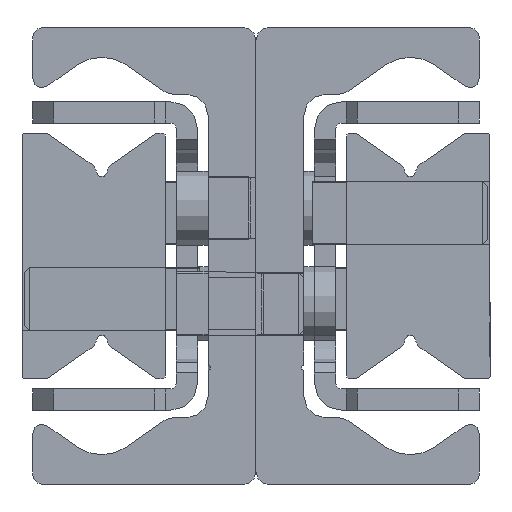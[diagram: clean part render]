
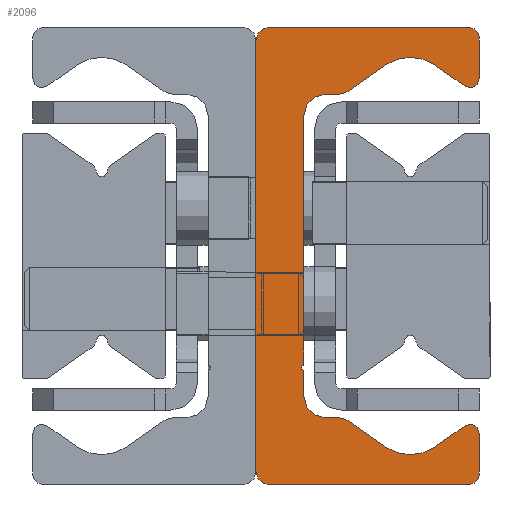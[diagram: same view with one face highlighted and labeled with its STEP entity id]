
A CAD part, left-side view. The second image highlights one B-rep face of the part: STEP entity #2096.
In plain terms, the highlighted planar face has unit normal (-1, 0, 0).
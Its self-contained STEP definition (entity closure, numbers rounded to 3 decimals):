
#1091=CARTESIAN_POINT('',(0.0,9.25,-21.5));
#1092=VERTEX_POINT('',#1091);
#1099=CARTESIAN_POINT('',(0.0,10.5,-20.25));
#1100=VERTEX_POINT('',#1099);
#1101=CARTESIAN_POINT('',(0.0,9.25,-20.25));
#1102=DIRECTION('',(1.0,0.0,0.0));
#1103=DIRECTION('',(0.0,0.0,-1.0));
#1104=AXIS2_PLACEMENT_3D('',#1101,#1102,#1103);
#1105=CIRCLE('',#1104,1.25);
#1106=EDGE_CURVE('',#1092,#1100,#1105,.T.);
#1130=CARTESIAN_POINT('',(0.0,-9.5,-21.5));
#1131=VERTEX_POINT('',#1130);
#1138=CARTESIAN_POINT('',(0.0,-9.5,-21.5));
#1139=DIRECTION('',(0.0,1.0,0.0));
#1140=VECTOR('',#1139,18.75);
#1141=LINE('',#1138,#1140);
#1142=EDGE_CURVE('',#1131,#1092,#1141,.T.);
#1162=CARTESIAN_POINT('',(0.0,-10.5,-20.5));
#1163=VERTEX_POINT('',#1162);
#1170=CARTESIAN_POINT('',(0.0,-9.5,-20.5));
#1171=DIRECTION('',(1.0,0.0,0.0));
#1172=DIRECTION('',(0.0,-1.0,0.0));
#1173=AXIS2_PLACEMENT_3D('',#1170,#1171,#1172);
#1174=CIRCLE('',#1173,1.0);
#1175=EDGE_CURVE('',#1163,#1131,#1174,.T.);
#1194=CARTESIAN_POINT('',(0.0,-10.5,-16.65));
#1195=VERTEX_POINT('',#1194);
#1202=CARTESIAN_POINT('',(0.0,-10.5,-16.65));
#1203=DIRECTION('',(0.0,0.0,-1.0));
#1204=VECTOR('',#1203,3.85);
#1205=LINE('',#1202,#1204);
#1206=EDGE_CURVE('',#1195,#1163,#1205,.T.);
#1226=CARTESIAN_POINT('',(0.0,-9.162,-15.954));
#1227=VERTEX_POINT('',#1226);
#1234=CARTESIAN_POINT('',(0.0,-9.65,-16.65));
#1235=DIRECTION('',(1.0,0.0,0.0));
#1236=DIRECTION('',(0.0,0.574,0.819));
#1237=AXIS2_PLACEMENT_3D('',#1234,#1235,#1236);
#1238=CIRCLE('',#1237,0.85);
#1239=EDGE_CURVE('',#1227,#1195,#1238,.T.);
#1258=CARTESIAN_POINT('',(0.0,-6.294,-17.962));
#1259=VERTEX_POINT('',#1258);
#1266=CARTESIAN_POINT('',(0.0,-6.294,-17.962));
#1267=DIRECTION('',(0.0,-0.819,0.574));
#1268=VECTOR('',#1267,3.501);
#1269=LINE('',#1266,#1268);
#1270=EDGE_CURVE('',#1259,#1227,#1269,.T.);
#1290=CARTESIAN_POINT('',(0.0,-1.706,-17.962));
#1291=VERTEX_POINT('',#1290);
#1298=CARTESIAN_POINT('',(0.0,-4.,-14.685));
#1299=DIRECTION('',(-1.0,0.0,0.0));
#1300=DIRECTION('',(0.0,0.574,0.819));
#1301=AXIS2_PLACEMENT_3D('',#1298,#1299,#1300);
#1302=CIRCLE('',#1301,4.0);
#1303=EDGE_CURVE('',#1291,#1259,#1302,.T.);
#1322=CARTESIAN_POINT('',(0.0,1.722,-15.562));
#1323=VERTEX_POINT('',#1322);
#1330=CARTESIAN_POINT('',(0.0,1.722,-15.562));
#1331=DIRECTION('',(0.0,-0.819,-0.574));
#1332=VECTOR('',#1331,4.185);
#1333=LINE('',#1330,#1332);
#1334=EDGE_CURVE('',#1323,#1291,#1333,.T.);
#1354=CARTESIAN_POINT('',(0.0,2.869,-15.2));
#1355=VERTEX_POINT('',#1354);
#1362=CARTESIAN_POINT('',(0.0,2.869,-17.2));
#1363=DIRECTION('',(1.0,0.0,0.0));
#1364=DIRECTION('',(0.0,0.0,1.0));
#1365=AXIS2_PLACEMENT_3D('',#1362,#1363,#1364);
#1366=CIRCLE('',#1365,2.0);
#1367=EDGE_CURVE('',#1355,#1323,#1366,.T.);
#1386=CARTESIAN_POINT('',(0.0,4.,-15.2));
#1387=VERTEX_POINT('',#1386);
#1394=CARTESIAN_POINT('',(0.0,4.,-15.2));
#1395=DIRECTION('',(0.0,-1.0,0.0));
#1396=VECTOR('',#1395,1.131);
#1397=LINE('',#1394,#1396);
#1398=EDGE_CURVE('',#1387,#1355,#1397,.T.);
#1418=CARTESIAN_POINT('',(0.0,6.,-13.2));
#1419=VERTEX_POINT('',#1418);
#1426=CARTESIAN_POINT('',(0.0,4.,-13.2));
#1427=DIRECTION('',(-1.0,0.0,0.0));
#1428=DIRECTION('',(0.0,0.0,1.0));
#1429=AXIS2_PLACEMENT_3D('',#1426,#1427,#1428);
#1430=CIRCLE('',#1429,2.0);
#1431=EDGE_CURVE('',#1419,#1387,#1430,.T.);
#1450=CARTESIAN_POINT('',(0.0,6.,-10.75));
#1451=VERTEX_POINT('',#1450);
#1458=CARTESIAN_POINT('',(0.0,6.,-10.75));
#1459=DIRECTION('',(0.0,0.0,-1.0));
#1460=VECTOR('',#1459,2.45);
#1461=LINE('',#1458,#1460);
#1462=EDGE_CURVE('',#1451,#1419,#1461,.T.);
#1482=CARTESIAN_POINT('',(0.0,6.,-10.25));
#1483=VERTEX_POINT('',#1482);
#1490=CARTESIAN_POINT('',(0.0,6.,-10.5));
#1491=DIRECTION('',(-1.0,0.0,0.0));
#1492=DIRECTION('',(0.0,0.0,1.0));
#1493=AXIS2_PLACEMENT_3D('',#1490,#1491,#1492);
#1494=CIRCLE('',#1493,0.25);
#1495=EDGE_CURVE('',#1483,#1451,#1494,.T.);
#1514=CARTESIAN_POINT('',(0.0,6.,13.2));
#1515=VERTEX_POINT('',#1514);
#1522=CARTESIAN_POINT('',(0.0,6.,13.2));
#1523=DIRECTION('',(0.0,0.0,-1.0));
#1524=VECTOR('',#1523,23.45);
#1525=LINE('',#1522,#1524);
#1526=EDGE_CURVE('',#1515,#1483,#1525,.T.);
#1624=CARTESIAN_POINT('',(0.0,4.,15.2));
#1625=VERTEX_POINT('',#1624);
#1632=CARTESIAN_POINT('',(0.0,4.,13.2));
#1633=DIRECTION('',(-1.0,0.0,0.0));
#1634=DIRECTION('',(0.0,-1.0,0.0));
#1635=AXIS2_PLACEMENT_3D('',#1632,#1633,#1634);
#1636=CIRCLE('',#1635,2.);
#1637=EDGE_CURVE('',#1625,#1515,#1636,.T.);
#1656=CARTESIAN_POINT('',(0.0,2.869,15.2));
#1657=VERTEX_POINT('',#1656);
#1664=CARTESIAN_POINT('',(0.0,2.869,15.2));
#1665=DIRECTION('',(0.0,1.0,0.0));
#1666=VECTOR('',#1665,1.131);
#1667=LINE('',#1664,#1666);
#1668=EDGE_CURVE('',#1657,#1625,#1667,.T.);
#1688=CARTESIAN_POINT('',(0.0,1.722,15.562));
#1689=VERTEX_POINT('',#1688);
#1696=CARTESIAN_POINT('',(0.0,2.869,17.2));
#1697=DIRECTION('',(1.0,0.0,0.0));
#1698=DIRECTION('',(0.0,-0.574,-0.819));
#1699=AXIS2_PLACEMENT_3D('',#1696,#1697,#1698);
#1700=CIRCLE('',#1699,2.0);
#1701=EDGE_CURVE('',#1689,#1657,#1700,.T.);
#1720=CARTESIAN_POINT('',(0.0,-1.706,17.962));
#1721=VERTEX_POINT('',#1720);
#1728=CARTESIAN_POINT('',(0.0,-1.706,17.962));
#1729=DIRECTION('',(0.0,0.819,-0.574));
#1730=VECTOR('',#1729,4.185);
#1731=LINE('',#1728,#1730);
#1732=EDGE_CURVE('',#1721,#1689,#1731,.T.);
#1752=CARTESIAN_POINT('',(0.0,-6.294,17.962));
#1753=VERTEX_POINT('',#1752);
#1760=CARTESIAN_POINT('',(0.0,-4.,14.685));
#1761=DIRECTION('',(-1.0,0.0,0.0));
#1762=DIRECTION('',(0.0,-0.574,-0.819));
#1763=AXIS2_PLACEMENT_3D('',#1760,#1761,#1762);
#1764=CIRCLE('',#1763,4.0);
#1765=EDGE_CURVE('',#1753,#1721,#1764,.T.);
#1784=CARTESIAN_POINT('',(0.0,-9.162,15.954));
#1785=VERTEX_POINT('',#1784);
#1792=CARTESIAN_POINT('',(0.0,-9.162,15.954));
#1793=DIRECTION('',(0.0,0.819,0.574));
#1794=VECTOR('',#1793,3.501);
#1795=LINE('',#1792,#1794);
#1796=EDGE_CURVE('',#1785,#1753,#1795,.T.);
#1816=CARTESIAN_POINT('',(0.0,-10.5,16.65));
#1817=VERTEX_POINT('',#1816);
#1824=CARTESIAN_POINT('',(0.0,-9.65,16.65));
#1825=DIRECTION('',(1.0,0.0,0.0));
#1826=DIRECTION('',(0.0,-1.0,0.0));
#1827=AXIS2_PLACEMENT_3D('',#1824,#1825,#1826);
#1828=CIRCLE('',#1827,0.85);
#1829=EDGE_CURVE('',#1817,#1785,#1828,.T.);
#1848=CARTESIAN_POINT('',(0.0,-10.5,20.5));
#1849=VERTEX_POINT('',#1848);
#1856=CARTESIAN_POINT('',(0.0,-10.5,20.5));
#1857=DIRECTION('',(0.0,0.0,-1.0));
#1858=VECTOR('',#1857,3.85);
#1859=LINE('',#1856,#1858);
#1860=EDGE_CURVE('',#1849,#1817,#1859,.T.);
#1880=CARTESIAN_POINT('',(0.0,-9.5,21.5));
#1881=VERTEX_POINT('',#1880);
#1888=CARTESIAN_POINT('',(0.0,-9.5,20.5));
#1889=DIRECTION('',(1.0,0.0,0.0));
#1890=DIRECTION('',(0.0,0.0,1.0));
#1891=AXIS2_PLACEMENT_3D('',#1888,#1889,#1890);
#1892=CIRCLE('',#1891,1.0);
#1893=EDGE_CURVE('',#1881,#1849,#1892,.T.);
#1912=CARTESIAN_POINT('',(0.0,9.25,21.5));
#1913=VERTEX_POINT('',#1912);
#1920=CARTESIAN_POINT('',(0.0,9.25,21.5));
#1921=DIRECTION('',(0.0,-1.0,0.0));
#1922=VECTOR('',#1921,18.75);
#1923=LINE('',#1920,#1922);
#1924=EDGE_CURVE('',#1913,#1881,#1923,.T.);
#1944=CARTESIAN_POINT('',(0.0,10.5,20.25));
#1945=VERTEX_POINT('',#1944);
#1952=CARTESIAN_POINT('',(0.0,9.25,20.25));
#1953=DIRECTION('',(1.0,0.0,0.0));
#1954=DIRECTION('',(0.0,1.0,0.0));
#1955=AXIS2_PLACEMENT_3D('',#1952,#1953,#1954);
#1956=CIRCLE('',#1955,1.25);
#1957=EDGE_CURVE('',#1945,#1913,#1956,.T.);
#1975=CARTESIAN_POINT('',(0.0,10.5,-20.25));
#1976=DIRECTION('',(0.0,0.0,1.0));
#1977=VECTOR('',#1976,40.5);
#1978=LINE('',#1975,#1977);
#1979=EDGE_CURVE('',#1100,#1945,#1978,.T.);
#2063=CARTESIAN_POINT('',(0.0,2.66,-0.019));
#2064=DIRECTION('',(1.0,0.0,0.0));
#2065=DIRECTION('',(0.0,0.0,-1.0));
#2066=AXIS2_PLACEMENT_3D('',#2063,#2064,#2065);
#2067=PLANE('',#2066);
#2068=ORIENTED_EDGE('',*,*,#1979,.F.);
#2069=ORIENTED_EDGE('',*,*,#1106,.F.);
#2070=ORIENTED_EDGE('',*,*,#1142,.F.);
#2071=ORIENTED_EDGE('',*,*,#1175,.F.);
#2072=ORIENTED_EDGE('',*,*,#1206,.F.);
#2073=ORIENTED_EDGE('',*,*,#1239,.F.);
#2074=ORIENTED_EDGE('',*,*,#1270,.F.);
#2075=ORIENTED_EDGE('',*,*,#1303,.F.);
#2076=ORIENTED_EDGE('',*,*,#1334,.F.);
#2077=ORIENTED_EDGE('',*,*,#1367,.F.);
#2078=ORIENTED_EDGE('',*,*,#1398,.F.);
#2079=ORIENTED_EDGE('',*,*,#1431,.F.);
#2080=ORIENTED_EDGE('',*,*,#1462,.F.);
#2081=ORIENTED_EDGE('',*,*,#1495,.F.);
#2082=ORIENTED_EDGE('',*,*,#1526,.F.);
#2083=ORIENTED_EDGE('',*,*,#1637,.F.);
#2084=ORIENTED_EDGE('',*,*,#1668,.F.);
#2085=ORIENTED_EDGE('',*,*,#1701,.F.);
#2086=ORIENTED_EDGE('',*,*,#1732,.F.);
#2087=ORIENTED_EDGE('',*,*,#1765,.F.);
#2088=ORIENTED_EDGE('',*,*,#1796,.F.);
#2089=ORIENTED_EDGE('',*,*,#1829,.F.);
#2090=ORIENTED_EDGE('',*,*,#1860,.F.);
#2091=ORIENTED_EDGE('',*,*,#1893,.F.);
#2092=ORIENTED_EDGE('',*,*,#1924,.F.);
#2093=ORIENTED_EDGE('',*,*,#1957,.F.);
#2094=EDGE_LOOP('',(#2068,#2069,#2070,#2071,#2072,#2073,#2074,#2075,#2076,#2077,#2078,#2079,#2080,#2081,#2082,#2083,#2084,#2085,#2086,#2087,#2088,#2089,#2090,#2091,#2092,#2093));
#2095=FACE_OUTER_BOUND('',#2094,.T.);
#2096=ADVANCED_FACE('',(#2095),#2067,.F.);
